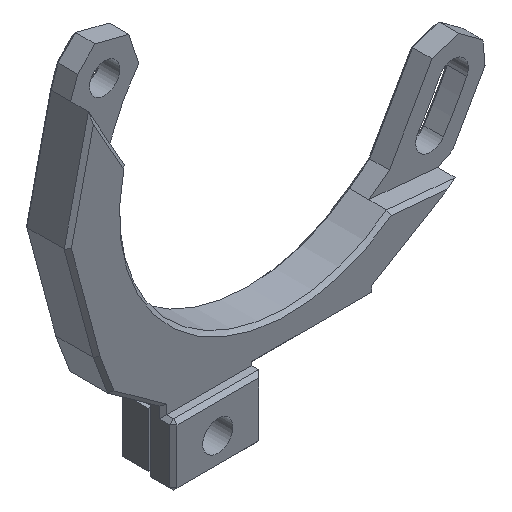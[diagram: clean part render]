
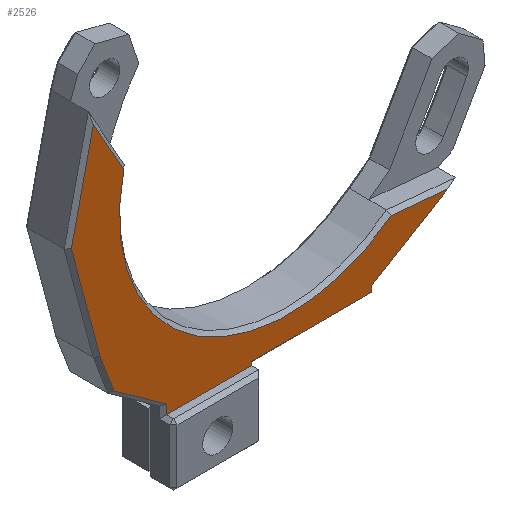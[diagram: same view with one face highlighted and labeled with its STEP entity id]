
A CAD part, isometric view. The second image highlights one B-rep face of the part: STEP entity #2526.
In plain terms, the highlighted planar face has unit normal (0, -1, 0).
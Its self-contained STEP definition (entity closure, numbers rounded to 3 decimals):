
#69=PLANE('',#2690);
#202=FACE_OUTER_BOUND('',#349,.T.);
#349=EDGE_LOOP('',(#1902,#1903,#1904,#1905,#1906,#1907,#1908,#1909,#1910,
#1911,#1912,#1913,#1914));
#471=LINE('',#3522,#810);
#474=LINE('',#3528,#813);
#476=LINE('',#3532,#815);
#492=LINE('',#3564,#831);
#548=LINE('',#3672,#887);
#553=LINE('',#3682,#892);
#556=LINE('',#3688,#895);
#557=LINE('',#3692,#896);
#558=LINE('',#3694,#897);
#559=LINE('',#3695,#898);
#560=LINE('',#3697,#899);
#561=LINE('',#3698,#900);
#810=VECTOR('',#2842,10.);
#813=VECTOR('',#2847,10.);
#815=VECTOR('',#2851,10.);
#831=VECTOR('',#2875,10.);
#887=VECTOR('',#2979,10.);
#892=VECTOR('',#2990,10.);
#895=VECTOR('',#2995,10.);
#896=VECTOR('',#2998,10.);
#897=VECTOR('',#2999,10.);
#898=VECTOR('',#3000,10.);
#899=VECTOR('',#3001,10.);
#900=VECTOR('',#3002,10.);
#1144=CIRCLE('',#2691,19.1);
#1172=VERTEX_POINT('',#3519);
#1173=VERTEX_POINT('',#3521);
#1175=VERTEX_POINT('',#3527);
#1176=VERTEX_POINT('',#3531);
#1187=VERTEX_POINT('',#3561);
#1188=VERTEX_POINT('',#3563);
#1216=VERTEX_POINT('',#3671);
#1218=VERTEX_POINT('',#3681);
#1220=VERTEX_POINT('',#3687);
#1221=VERTEX_POINT('',#3689);
#1222=VERTEX_POINT('',#3691);
#1223=VERTEX_POINT('',#3693);
#1224=VERTEX_POINT('',#3696);
#1397=EDGE_CURVE('',#1172,#1173,#471,.T.);
#1400=EDGE_CURVE('',#1173,#1175,#474,.T.);
#1402=EDGE_CURVE('',#1175,#1176,#476,.T.);
#1418=EDGE_CURVE('',#1187,#1188,#492,.T.);
#1474=EDGE_CURVE('',#1188,#1216,#548,.T.);
#1479=EDGE_CURVE('',#1216,#1218,#553,.T.);
#1482=EDGE_CURVE('',#1220,#1172,#556,.T.);
#1483=EDGE_CURVE('',#1221,#1220,#1144,.T.);
#1484=EDGE_CURVE('',#1222,#1221,#557,.T.);
#1485=EDGE_CURVE('',#1223,#1222,#558,.T.);
#1486=EDGE_CURVE('',#1218,#1223,#559,.T.);
#1487=EDGE_CURVE('',#1187,#1224,#560,.T.);
#1488=EDGE_CURVE('',#1176,#1224,#561,.T.);
#1902=ORIENTED_EDGE('',*,*,#1397,.F.);
#1903=ORIENTED_EDGE('',*,*,#1482,.F.);
#1904=ORIENTED_EDGE('',*,*,#1483,.F.);
#1905=ORIENTED_EDGE('',*,*,#1484,.F.);
#1906=ORIENTED_EDGE('',*,*,#1485,.F.);
#1907=ORIENTED_EDGE('',*,*,#1486,.F.);
#1908=ORIENTED_EDGE('',*,*,#1479,.F.);
#1909=ORIENTED_EDGE('',*,*,#1474,.F.);
#1910=ORIENTED_EDGE('',*,*,#1418,.F.);
#1911=ORIENTED_EDGE('',*,*,#1487,.T.);
#1912=ORIENTED_EDGE('',*,*,#1488,.F.);
#1913=ORIENTED_EDGE('',*,*,#1402,.F.);
#1914=ORIENTED_EDGE('',*,*,#1400,.F.);
#2526=ADVANCED_FACE('',(#202),#69,.F.);
#2690=AXIS2_PLACEMENT_3D('',#3686,#2993,#2994);
#2691=AXIS2_PLACEMENT_3D('',#3690,#2996,#2997);
#2842=DIRECTION('',(-0.856,0.,-0.517));
#2847=DIRECTION('',(0.,0.,-1.));
#2851=DIRECTION('',(-1.,0.,0.));
#2875=DIRECTION('',(0.,0.,1.));
#2979=DIRECTION('',(-0.812,0.,0.584));
#2990=DIRECTION('',(-0.351,0.,0.937));
#2993=DIRECTION('center_axis',(0.,1.,0.));
#2994=DIRECTION('ref_axis',(1.,0.,0.));
#2995=DIRECTION('',(0.996,0.,-0.092));
#2996=DIRECTION('center_axis',(0.,-1.,0.));
#2997=DIRECTION('ref_axis',(0.61,0.,-0.792));
#2998=DIRECTION('',(0.489,0.,-0.872));
#2999=DIRECTION('',(0.221,0.,0.975));
#3000=DIRECTION('',(-0.258,0.,0.966));
#3001=DIRECTION('',(1.,0.,0.));
#3002=DIRECTION('',(0.,0.,-1.));
#3519=CARTESIAN_POINT('',(174.753,-117.809,123.849));
#3521=CARTESIAN_POINT('',(166.185,-117.809,118.681));
#3522=CARTESIAN_POINT('',(170.613,-117.809,121.352));
#3527=CARTESIAN_POINT('',(166.185,-117.809,118.055));
#3528=CARTESIAN_POINT('',(166.185,-117.809,125.612));
#3531=CARTESIAN_POINT('',(152.665,-117.809,118.055));
#3532=CARTESIAN_POINT('',(161.621,-117.809,118.055));
#3561=CARTESIAN_POINT('',(143.065,-117.809,117.655));
#3563=CARTESIAN_POINT('',(143.065,-117.809,118.697));
#3564=CARTESIAN_POINT('',(143.065,-117.809,121.74));
#3671=CARTESIAN_POINT('',(137.137,-117.809,122.964));
#3672=CARTESIAN_POINT('',(141.192,-117.809,120.045));
#3681=CARTESIAN_POINT('',(135.593,-117.809,127.088));
#3682=CARTESIAN_POINT('',(137.545,-117.809,121.874));
#3686=CARTESIAN_POINT('Origin',(156.657,-117.809,132.769));
#3687=CARTESIAN_POINT('',(168.393,-117.809,124.436));
#3688=CARTESIAN_POINT('',(165.98,-117.809,124.659));
#3689=CARTESIAN_POINT('',(138.264,-117.809,144.002));
#3690=CARTESIAN_POINT('Origin',(156.866,-117.809,139.666));
#3691=CARTESIAN_POINT('',(134.834,-117.809,150.123));
#3692=CARTESIAN_POINT('',(142.897,-117.809,135.738));
#3693=CARTESIAN_POINT('',(132.354,-117.809,139.199));
#3694=CARTESIAN_POINT('',(132.245,-117.809,138.716));
#3695=CARTESIAN_POINT('',(135.589,-117.809,127.101));
#3696=CARTESIAN_POINT('',(152.665,-117.809,117.655));
#3697=CARTESIAN_POINT('',(154.661,-117.809,117.655));
#3698=CARTESIAN_POINT('',(152.665,-117.809,125.212));
